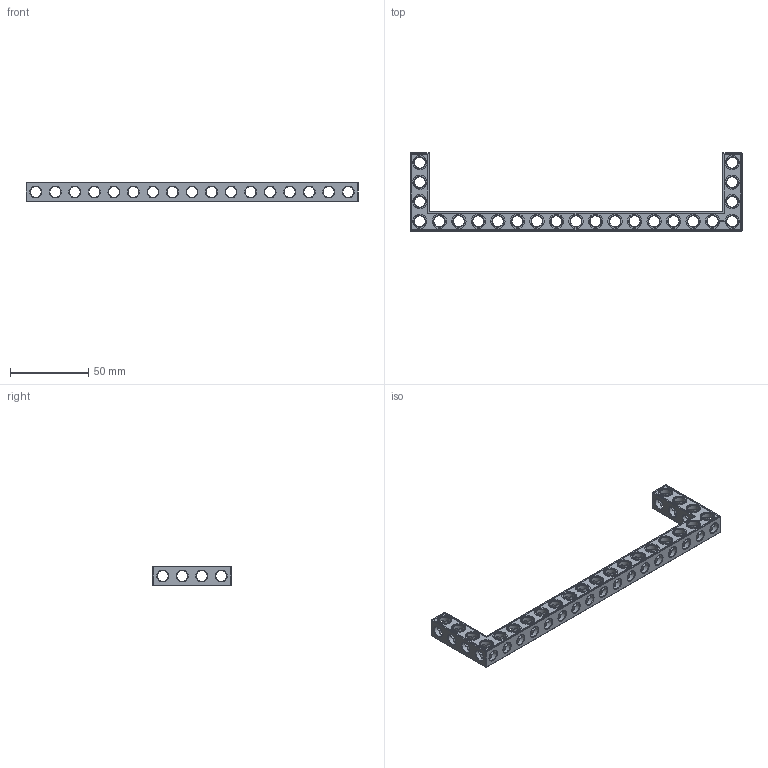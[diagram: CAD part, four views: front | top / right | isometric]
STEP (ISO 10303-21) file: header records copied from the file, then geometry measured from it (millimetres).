
FILE_DESCRIPTION(('FreeCAD Model'),'2;1');
FILE_NAME('Open CASCADE Shape Model','2022-03-06T17:25:34',('Author'),( ''),'Open CASCADE STEP processor 7.5','FreeCAD','Unknown');
FILE_SCHEMA(('AUTOMOTIVE_DESIGN { 1 0 10303 214 1 1 1 1 }'));
Products named in the file (1): Beam AGD ESS USH SYM BU17x04x01 - SPN-BEM-0577 (stemfie.org)
Bounding box: 212.5 x 50 x 12.5 mm (x, y, z)
Volume: 22461.7 mm3; surface area: 20151 mm2
Topology: 1 solids, 1 shells, 754 faces, 2259 edges, 1470 vertices
Faces by surface type: plane 399, cylinder 139, extrusion 122, cone 94
Full cylindrical faces by diameter (mm): 6.98 x10, 7 x106, 9.2 x23
Entity records: 90936 total; most frequent: CARTESIAN_POINT 48090, DIRECTION 7169, VECTOR 4614, ORIENTED_EDGE 4518, PCURVE 4518, DEFINITIONAL_REPRESENTATION 4518, LINE 4492, EDGE_CURVE 2259
